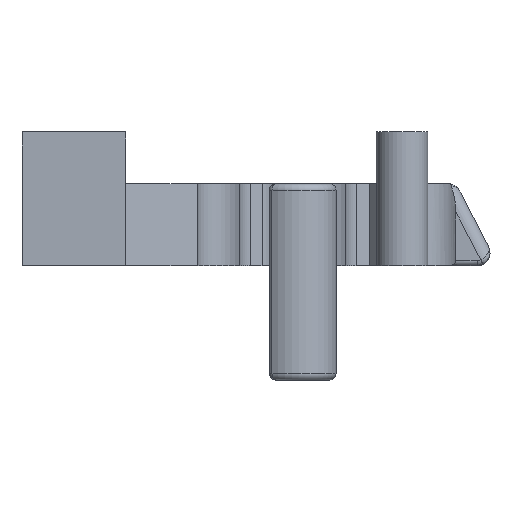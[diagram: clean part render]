
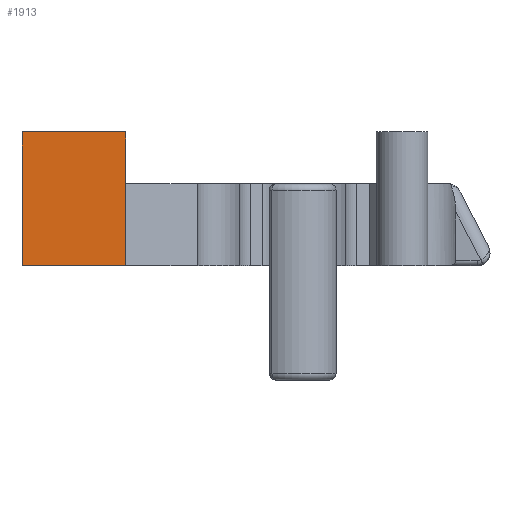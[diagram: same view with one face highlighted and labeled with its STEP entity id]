
A CAD part, front view. The second image highlights one B-rep face of the part: STEP entity #1913.
In plain terms, the highlighted planar face has unit normal (0, -1, 0).
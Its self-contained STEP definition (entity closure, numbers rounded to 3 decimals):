
#69 = DIRECTION ( 'NONE',  ( 0., 0., -1. ) ) ;
#102 = CARTESIAN_POINT ( 'NONE',  ( 2., -12.738, 1.587 ) ) ;
#215 = EDGE_CURVE ( 'NONE', #759, #2548, #2836, .T. ) ;
#222 = VECTOR ( 'NONE', #2587, 1000. ) ;
#264 = DIRECTION ( 'NONE',  ( -1., 0., 0. ) ) ;
#427 = CARTESIAN_POINT ( 'NONE',  ( 0., -12.738, -1.587 ) ) ;
#476 = VERTEX_POINT ( 'NONE', #1074 ) ;
#499 = PLANE ( 'NONE',  #2261 ) ;
#506 = LINE ( 'NONE', #1706, #1598 ) ;
#710 = DIRECTION ( 'NONE',  ( 1., 0., 0. ) ) ;
#759 = VERTEX_POINT ( 'NONE', #955 ) ;
#765 = FACE_OUTER_BOUND ( 'NONE', #3066, .T. ) ;
#831 = DIRECTION ( 'NONE',  ( 0., 0., 1. ) ) ;
#942 = ORIENTED_EDGE ( 'NONE', *, *, #2763, .F. ) ;
#955 = CARTESIAN_POINT ( 'NONE',  ( -2., -12.738, -1.587 ) ) ;
#977 = VECTOR ( 'NONE', #69, 1000. ) ;
#1009 = EDGE_CURVE ( 'NONE', #476, #1457, #1407, .T. ) ;
#1034 = LINE ( 'NONE', #102, #977 ) ;
#1074 = CARTESIAN_POINT ( 'NONE',  ( 2., -12.738, 3.587 ) ) ;
#1183 = ORIENTED_EDGE ( 'NONE', *, *, #1229, .F. ) ;
#1229 = EDGE_CURVE ( 'NONE', #2885, #476, #506, .T. ) ;
#1407 = LINE ( 'NONE', #3091, #222 ) ;
#1457 = VERTEX_POINT ( 'NONE', #3058 ) ;
#1483 = VECTOR ( 'NONE', #2149, 1000. ) ;
#1528 = ORIENTED_EDGE ( 'NONE', *, *, #1009, .F. ) ;
#1598 = VECTOR ( 'NONE', #710, 1000. ) ;
#1706 = CARTESIAN_POINT ( 'NONE',  ( 2., -12.738, 3.587 ) ) ;
#1730 = CARTESIAN_POINT ( 'NONE',  ( 0., -12.738, 1.587 ) ) ;
#1913 = ADVANCED_FACE ( 'NONE', ( #765 ), #499, .F. ) ;
#1920 = ORIENTED_EDGE ( 'NONE', *, *, #3036, .F. ) ;
#2018 = CARTESIAN_POINT ( 'NONE',  ( -2., -12.738, 3.587 ) ) ;
#2087 = LINE ( 'NONE', #2315, #2692 ) ;
#2149 = DIRECTION ( 'NONE',  ( 1., 0., 0. ) ) ;
#2261 = AXIS2_PLACEMENT_3D ( 'NONE', #1730, #2470, #264 ) ;
#2264 = CARTESIAN_POINT ( 'NONE',  ( 2., -12.738, -1.587 ) ) ;
#2315 = CARTESIAN_POINT ( 'NONE',  ( -2., -12.738, -1.587 ) ) ;
#2470 = DIRECTION ( 'NONE',  ( 0., 1., 0. ) ) ;
#2548 = VERTEX_POINT ( 'NONE', #2264 ) ;
#2587 = DIRECTION ( 'NONE',  ( 0., 0., -1. ) ) ;
#2692 = VECTOR ( 'NONE', #831, 1000. ) ;
#2763 = EDGE_CURVE ( 'NONE', #759, #2885, #2087, .T. ) ;
#2836 = LINE ( 'NONE', #427, #1483 ) ;
#2885 = VERTEX_POINT ( 'NONE', #2018 ) ;
#3036 = EDGE_CURVE ( 'NONE', #1457, #2548, #1034, .T. ) ;
#3058 = CARTESIAN_POINT ( 'NONE',  ( 2., -12.738, 1.587 ) ) ;
#3065 = ORIENTED_EDGE ( 'NONE', *, *, #215, .T. ) ;
#3066 = EDGE_LOOP ( 'NONE', ( #3065, #1920, #1528, #1183, #942 ) ) ;
#3091 = CARTESIAN_POINT ( 'NONE',  ( 2., -12.738, 3.587 ) ) ;
